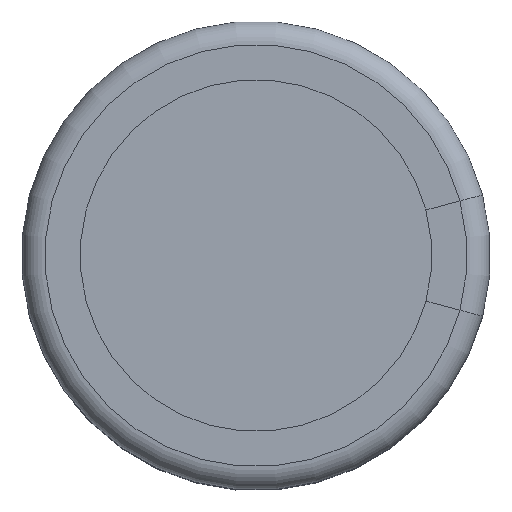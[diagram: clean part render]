
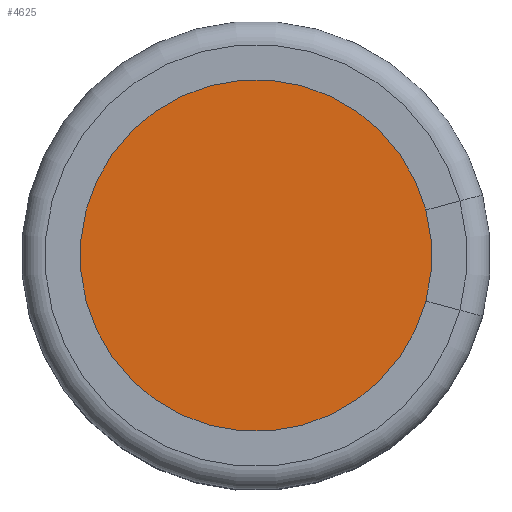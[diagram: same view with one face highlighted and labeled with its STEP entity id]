
A CAD part, top view. The second image highlights one B-rep face of the part: STEP entity #4625.
In plain terms, the highlighted planar face has unit normal (0, 0, 1).
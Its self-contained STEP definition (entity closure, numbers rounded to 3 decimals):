
#4625 = ADVANCED_FACE('',(#4626),#4639,.T.);
#4626 = FACE_BOUND('',#4627,.F.);
#4627 = EDGE_LOOP('',(#4628));
#4628 = ORIENTED_EDGE('',*,*,#4629,.F.);
#4629 = EDGE_CURVE('',#4630,#4630,#4632,.T.);
#4630 = VERTEX_POINT('',#4631);
#4631 = CARTESIAN_POINT('',(3.6,0.,8.9));
#4632 = SURFACE_CURVE('',#4633,(#4638,#4650),.PCURVE_S1.);
#4633 = CIRCLE('',#4634,3.6);
#4634 = AXIS2_PLACEMENT_3D('',#4635,#4636,#4637);
#4635 = CARTESIAN_POINT('',(0.,0.,8.9));
#4636 = DIRECTION('',(0.,-0.,1.));
#4637 = DIRECTION('',(1.,0.,0.));
#4638 = PCURVE('',#4639,#4644);
#4639 = PLANE('',#4640);
#4640 = AXIS2_PLACEMENT_3D('',#4641,#4642,#4643);
#4641 = CARTESIAN_POINT('',(0.,0.,8.9));
#4642 = DIRECTION('',(0.,0.,1.));
#4643 = DIRECTION('',(1.,0.,0.));
#4644 = DEFINITIONAL_REPRESENTATION('',(#4645),#4649);
#4645 = CIRCLE('',#4646,3.6);
#4646 = AXIS2_PLACEMENT_2D('',#4647,#4648);
#4647 = CARTESIAN_POINT('',(0.,0.));
#4648 = DIRECTION('',(1.,-0.));
#4649 = ( GEOMETRIC_REPRESENTATION_CONTEXT(2) 
PARAMETRIC_REPRESENTATION_CONTEXT() REPRESENTATION_CONTEXT('2D SPACE',''
  ) );
#4650 = PCURVE('',#4651,#4656);
#4651 = TOROIDAL_SURFACE('',#4652,3.6,0.3);
#4652 = AXIS2_PLACEMENT_3D('',#4653,#4654,#4655);
#4653 = CARTESIAN_POINT('',(0.,0.,8.6));
#4654 = DIRECTION('',(0.,0.,1.));
#4655 = DIRECTION('',(1.,0.,0.));
#4656 = DEFINITIONAL_REPRESENTATION('',(#4657),#4661);
#4657 = LINE('',#4658,#4659);
#4658 = CARTESIAN_POINT('',(0.,1.571));
#4659 = VECTOR('',#4660,1.);
#4660 = DIRECTION('',(1.,0.));
#4661 = ( GEOMETRIC_REPRESENTATION_CONTEXT(2) 
PARAMETRIC_REPRESENTATION_CONTEXT() REPRESENTATION_CONTEXT('2D SPACE',''
  ) );
